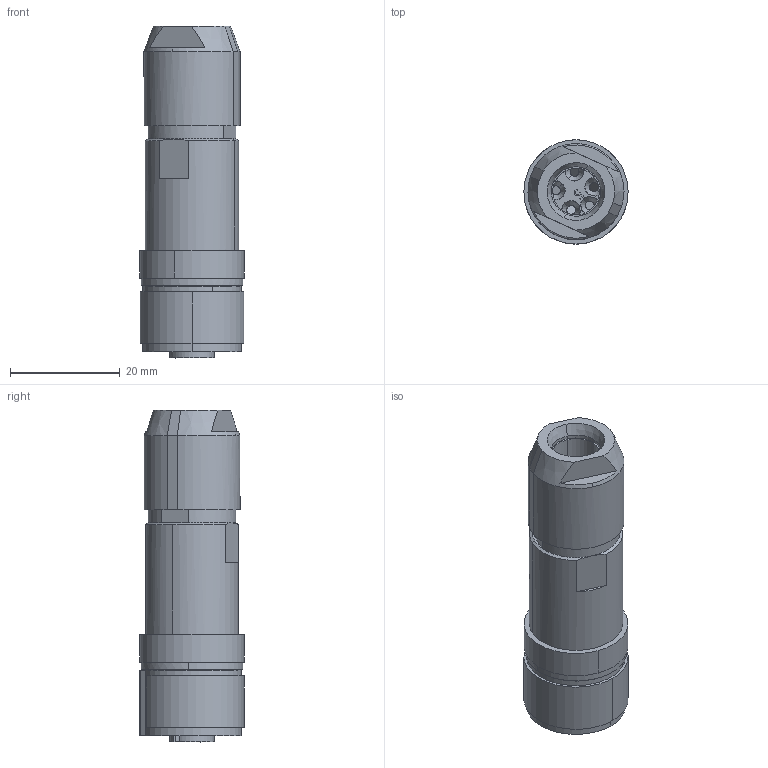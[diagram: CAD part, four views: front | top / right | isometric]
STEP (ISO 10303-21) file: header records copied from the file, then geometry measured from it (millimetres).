
FILE_DESCRIPTION(/* description */ ('Alibre Inc.'),/* implementation_level */ '2;1');
FILE_NAME(/* name */ 'export-803395F1-ED3D-48BF-A3B8-FB6833C7E489',/* time_stamp */ '2021-02-01T20:54:33+01:00',/* author */ (''),/* organization */ (''),/* preprocessor_version */ 'ST-DEVELOPER v17',/* originating_system */ 'Alibre',/* authorisation */ '');
FILE_SCHEMA (('AUTOMOTIVE_DESIGN'));
Length unit declared in the file: millimetre
Products named in the file (3): SACC_...FS_...PL_SH...-select; SACC...F_4PL-select; SACC_M12FS_4PL_SH-select
Bounding box: 19 x 19 x 60.5 mm (x, y, z)
Volume: 9583.4 mm3; surface area: 8516.5 mm2
Topology: 2 solids, 2 shells, 489 faces, 1342 edges, 892 vertices
Faces by surface type: plane 252, cylinder 152, cone 55, bspline 20, torus 10
Entity records: 16853 total; most frequent: CARTESIAN_POINT 4221, ORIENTED_EDGE 2688, DIRECTION 2284, EDGE_CURVE 1342, AXIS2_PLACEMENT_3D 908, VERTEX_POINT 892, VECTOR 730, LINE 730
